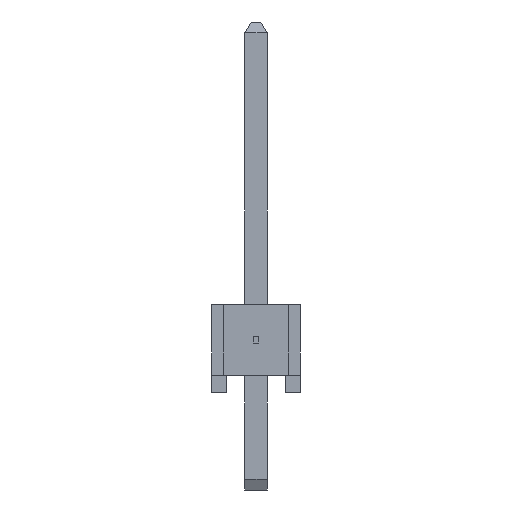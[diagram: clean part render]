
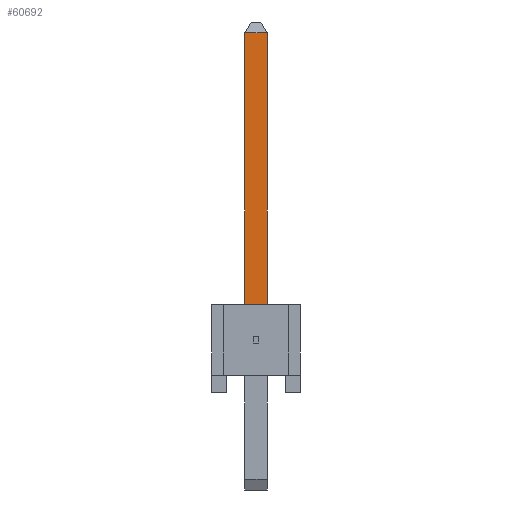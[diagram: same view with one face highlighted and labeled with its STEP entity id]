
A CAD part, left-side view. The second image highlights one B-rep face of the part: STEP entity #60692.
In plain terms, the highlighted planar face has unit normal (-1, 0, 0).
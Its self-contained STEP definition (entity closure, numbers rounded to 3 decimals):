
#60692 = ADVANCED_FACE('',(#60693),#60727,.F.);
#60693 = FACE_BOUND('',#60694,.T.);
#60694 = EDGE_LOOP('',(#60695,#60705,#60713,#60721));
#60695 = ORIENTED_EDGE('',*,*,#60696,.T.);
#60696 = EDGE_CURVE('',#60697,#60699,#60701,.T.);
#60697 = VERTEX_POINT('',#60698);
#60698 = CARTESIAN_POINT('',(-61.278,13.157,0.318));
#60699 = VERTEX_POINT('',#60700);
#60700 = CARTESIAN_POINT('',(-61.278,13.157,-0.318));
#60701 = LINE('',#60702,#60703);
#60702 = CARTESIAN_POINT('',(-61.278,13.157,2.54));
#60703 = VECTOR('',#60704,1.);
#60704 = DIRECTION('',(0.,0.,-1.));
#60705 = ORIENTED_EDGE('',*,*,#60706,.T.);
#60706 = EDGE_CURVE('',#60699,#60707,#60709,.T.);
#60707 = VERTEX_POINT('',#60708);
#60708 = CARTESIAN_POINT('',(-61.278,4.191,-0.318));
#60709 = LINE('',#60710,#60711);
#60710 = CARTESIAN_POINT('',(-61.278,13.462,-0.318));
#60711 = VECTOR('',#60712,1.);
#60712 = DIRECTION('',(0.,-1.,0.));
#60713 = ORIENTED_EDGE('',*,*,#60714,.F.);
#60714 = EDGE_CURVE('',#60715,#60707,#60717,.T.);
#60715 = VERTEX_POINT('',#60716);
#60716 = CARTESIAN_POINT('',(-61.278,4.191,0.318));
#60717 = LINE('',#60718,#60719);
#60718 = CARTESIAN_POINT('',(-61.278,4.191,0.318));
#60719 = VECTOR('',#60720,1.);
#60720 = DIRECTION('',(0.,0.,-1.));
#60721 = ORIENTED_EDGE('',*,*,#60722,.F.);
#60722 = EDGE_CURVE('',#60697,#60715,#60723,.T.);
#60723 = LINE('',#60724,#60725);
#60724 = CARTESIAN_POINT('',(-61.278,13.462,0.318));
#60725 = VECTOR('',#60726,1.);
#60726 = DIRECTION('',(0.,-1.,0.));
#60727 = PLANE('',#60728);
#60728 = AXIS2_PLACEMENT_3D('',#60729,#60730,#60731);
#60729 = CARTESIAN_POINT('',(-61.278,13.462,0.318));
#60730 = DIRECTION('',(1.,0.,0.));
#60731 = DIRECTION('',(0.,0.,-1.));
